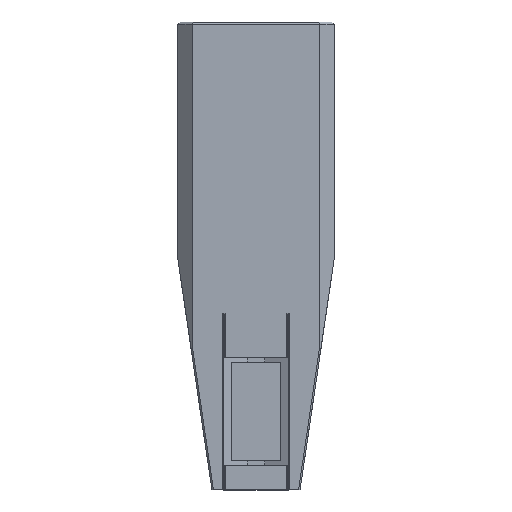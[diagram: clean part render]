
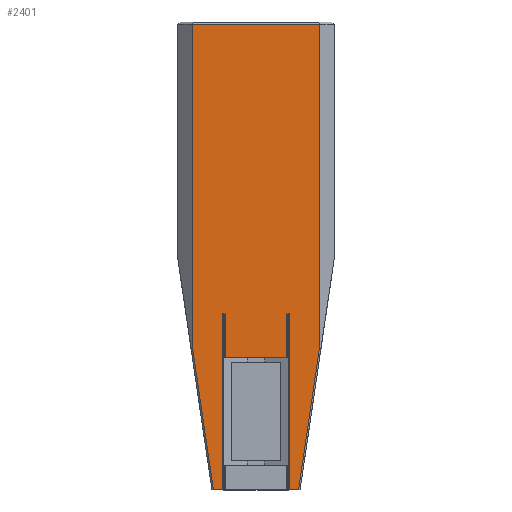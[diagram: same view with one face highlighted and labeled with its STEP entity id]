
A CAD part, top view. The second image highlights one B-rep face of the part: STEP entity #2401.
In plain terms, the highlighted planar face has unit normal (0, 0, 1).
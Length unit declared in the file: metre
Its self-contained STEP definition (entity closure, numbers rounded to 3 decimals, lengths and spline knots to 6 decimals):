
#87=LINE('',#3572,#368);
#88=LINE('',#3575,#369);
#89=LINE('',#3577,#370);
#90=LINE('',#3579,#371);
#91=LINE('',#3581,#372);
#92=LINE('',#3583,#373);
#93=LINE('',#3585,#374);
#94=LINE('',#3587,#375);
#95=LINE('',#3589,#376);
#96=LINE('',#3591,#377);
#97=LINE('',#3593,#378);
#98=LINE('',#3595,#379);
#99=LINE('',#3597,#380);
#100=LINE('',#3599,#381);
#368=VECTOR('',#2863,1.);
#369=VECTOR('',#2864,1.);
#370=VECTOR('',#2865,1.);
#371=VECTOR('',#2866,1.);
#372=VECTOR('',#2867,1.);
#373=VECTOR('',#2868,1.);
#374=VECTOR('',#2869,1.);
#375=VECTOR('',#2870,1.);
#376=VECTOR('',#2871,1.);
#377=VECTOR('',#2872,1.);
#378=VECTOR('',#2873,1.);
#379=VECTOR('',#2874,1.);
#380=VECTOR('',#2875,1.);
#381=VECTOR('',#2876,1.);
#594=PLANE('',#2567);
#833=ORIENTED_EDGE('',*,*,#1510,.T.);
#834=ORIENTED_EDGE('',*,*,#1511,.T.);
#835=ORIENTED_EDGE('',*,*,#1512,.T.);
#836=ORIENTED_EDGE('',*,*,#1513,.T.);
#837=ORIENTED_EDGE('',*,*,#1514,.T.);
#838=ORIENTED_EDGE('',*,*,#1515,.F.);
#839=ORIENTED_EDGE('',*,*,#1516,.T.);
#840=ORIENTED_EDGE('',*,*,#1517,.T.);
#841=ORIENTED_EDGE('',*,*,#1518,.F.);
#842=ORIENTED_EDGE('',*,*,#1519,.F.);
#843=ORIENTED_EDGE('',*,*,#1520,.T.);
#844=ORIENTED_EDGE('',*,*,#1521,.T.);
#845=ORIENTED_EDGE('',*,*,#1522,.T.);
#846=ORIENTED_EDGE('',*,*,#1523,.T.);
#1510=EDGE_CURVE('',#1844,#1845,#87,.T.);
#1511=EDGE_CURVE('',#1845,#1846,#88,.T.);
#1512=EDGE_CURVE('',#1846,#1847,#89,.T.);
#1513=EDGE_CURVE('',#1847,#1848,#90,.T.);
#1514=EDGE_CURVE('',#1848,#1849,#91,.T.);
#1515=EDGE_CURVE('',#1850,#1849,#92,.T.);
#1516=EDGE_CURVE('',#1850,#1851,#93,.T.);
#1517=EDGE_CURVE('',#1851,#1852,#94,.T.);
#1518=EDGE_CURVE('',#1853,#1852,#95,.T.);
#1519=EDGE_CURVE('',#1854,#1853,#96,.T.);
#1520=EDGE_CURVE('',#1854,#1855,#97,.T.);
#1521=EDGE_CURVE('',#1855,#1856,#98,.T.);
#1522=EDGE_CURVE('',#1856,#1857,#99,.T.);
#1523=EDGE_CURVE('',#1857,#1844,#100,.T.);
#1844=VERTEX_POINT('',#3573);
#1845=VERTEX_POINT('',#3574);
#1846=VERTEX_POINT('',#3576);
#1847=VERTEX_POINT('',#3578);
#1848=VERTEX_POINT('',#3580);
#1849=VERTEX_POINT('',#3582);
#1850=VERTEX_POINT('',#3584);
#1851=VERTEX_POINT('',#3586);
#1852=VERTEX_POINT('',#3588);
#1853=VERTEX_POINT('',#3590);
#1854=VERTEX_POINT('',#3592);
#1855=VERTEX_POINT('',#3594);
#1856=VERTEX_POINT('',#3596);
#1857=VERTEX_POINT('',#3598);
#2037=EDGE_LOOP('',(#833,#834,#835,#836,#837,#838,#839,#840,#841,#842,#843,
#844,#845,#846));
#2212=FACE_BOUND('',#2037,.T.);
#2401=ADVANCED_FACE('',(#2212),#594,.T.);
#2567=AXIS2_PLACEMENT_3D('',#3571,#2861,#2862);
#2861=DIRECTION('',(0.,0.,1.));
#2862=DIRECTION('',(1.,0.,0.));
#2863=DIRECTION('',(0.,1.,0.));
#2864=DIRECTION('',(-1.,0.,0.));
#2865=DIRECTION('',(0.,-1.,0.));
#2866=DIRECTION('',(0.146,-0.989,0.));
#2867=DIRECTION('',(1.,0.,0.));
#2868=DIRECTION('',(0.,-1.,0.));
#2869=DIRECTION('',(1.,0.,0.));
#2870=DIRECTION('',(0.,-1.,0.));
#2871=DIRECTION('',(-1.,0.,0.));
#2872=DIRECTION('',(0.,-1.,0.));
#2873=DIRECTION('',(1.,0.,0.));
#2874=DIRECTION('',(0.,-1.,0.));
#2875=DIRECTION('',(1.,0.,0.));
#2876=DIRECTION('',(0.146,0.989,0.));
#3571=CARTESIAN_POINT('',(0.09885,0.009,0.042));
#3572=CARTESIAN_POINT('',(0.013,0.009,0.042));
#3573=CARTESIAN_POINT('',(0.013,0.167701,0.042));
#3574=CARTESIAN_POINT('',(0.013,0.2335,0.042));
#3575=CARTESIAN_POINT('',(-0.013,0.2335,0.042));
#3576=CARTESIAN_POINT('',(-0.013,0.2335,0.042));
#3577=CARTESIAN_POINT('',(-0.013,0.188058,0.042));
#3578=CARTESIAN_POINT('',(-0.013,0.167701,0.042));
#3579=CARTESIAN_POINT('',(-0.008703,0.138544,0.042));
#3580=CARTESIAN_POINT('',(-0.008697,0.1385,0.042));
#3581=CARTESIAN_POINT('',(-0.0045,0.1385,0.042));
#3582=CARTESIAN_POINT('',(-0.006788,0.1385,0.042));
#3583=CARTESIAN_POINT('',(-0.006788,0.1745,0.042));
#3584=CARTESIAN_POINT('',(-0.006788,0.1745,0.042));
#3585=CARTESIAN_POINT('',(-0.0045,0.1745,0.042));
#3586=CARTESIAN_POINT('',(-0.006288,0.1745,0.042));
#3587=CARTESIAN_POINT('',(-0.006288,0.1745,0.042));
#3588=CARTESIAN_POINT('',(-0.006288,0.1655,0.042));
#3589=CARTESIAN_POINT('',(0.,0.1655,0.042));
#3590=CARTESIAN_POINT('',(0.006288,0.1655,0.042));
#3591=CARTESIAN_POINT('',(0.006288,0.1745,0.042));
#3592=CARTESIAN_POINT('',(0.006288,0.1745,0.042));
#3593=CARTESIAN_POINT('',(-0.0045,0.1745,0.042));
#3594=CARTESIAN_POINT('',(0.006788,0.1745,0.042));
#3595=CARTESIAN_POINT('',(0.006788,0.1745,0.042));
#3596=CARTESIAN_POINT('',(0.006788,0.1385,0.042));
#3597=CARTESIAN_POINT('',(-0.0045,0.1385,0.042));
#3598=CARTESIAN_POINT('',(0.008697,0.1385,0.042));
#3599=CARTESIAN_POINT('',(-0.008066,0.024756,0.042));
